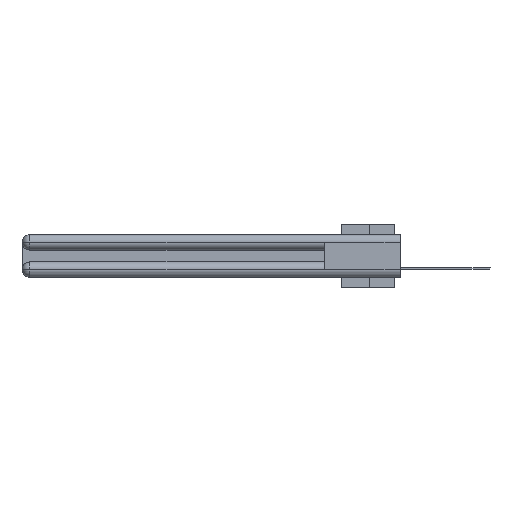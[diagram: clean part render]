
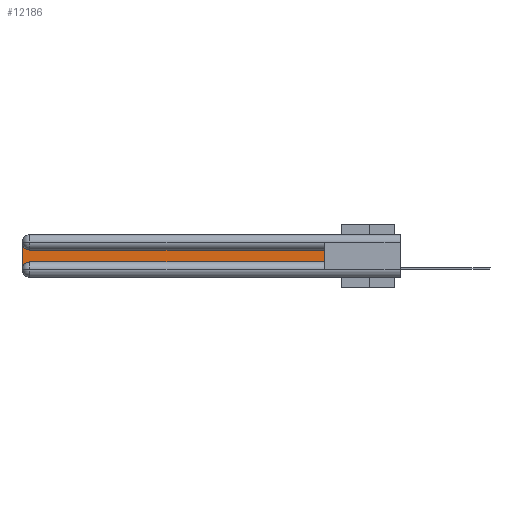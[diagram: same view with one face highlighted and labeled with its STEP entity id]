
A CAD part, left-side view. The second image highlights one B-rep face of the part: STEP entity #12186.
In plain terms, the highlighted planar face has unit normal (-1, 0, 0).
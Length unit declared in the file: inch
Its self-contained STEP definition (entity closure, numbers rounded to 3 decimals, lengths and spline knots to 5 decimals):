
#222 = EDGE_CURVE ( 'NONE', #3334, #12135, #25565, .T. ) ;
#577 = ORIENTED_EDGE ( 'NONE', *, *, #20710, .T. ) ;
#1081 = DIRECTION ( 'NONE',  ( 0., 0., -1. ) ) ;
#1401 = PLANE ( 'NONE',  #16258 ) ;
#1691 = VERTEX_POINT ( 'NONE', #27235 ) ;
#2868 = CARTESIAN_POINT ( 'NONE',  ( 0.075, 3., -0.2775 ) ) ;
#3334 = VERTEX_POINT ( 'NONE', #18210 ) ;
#3762 = VECTOR ( 'NONE', #13750, 39.37008 ) ;
#4650 = EDGE_CURVE ( 'NONE', #12135, #32563, #27999, .T. ) ;
#5042 = DIRECTION ( 'NONE',  ( 1., 0., 0. ) ) ;
#6176 = CIRCLE ( 'NONE', #18219, 0.06 ) ;
#6327 = CARTESIAN_POINT ( 'NONE',  ( 0.075, 2.94, -0.2775 ) ) ;
#7101 = LINE ( 'NONE', #32832, #24796 ) ;
#7687 = CARTESIAN_POINT ( 'NONE',  ( 0.075, 0.6, -0.1225 ) ) ;
#9783 = CARTESIAN_POINT ( 'NONE',  ( 0.075, 0.6, -0.1225 ) ) ;
#10399 = EDGE_CURVE ( 'NONE', #32563, #1691, #12609, .T. ) ;
#10417 = ORIENTED_EDGE ( 'NONE', *, *, #25615, .T. ) ;
#11297 = VECTOR ( 'NONE', #34178, 39.37008 ) ;
#11398 = ORIENTED_EDGE ( 'NONE', *, *, #4650, .T. ) ;
#12135 = VERTEX_POINT ( 'NONE', #29228 ) ;
#12186 = ADVANCED_FACE ( 'NONE', ( #15334 ), #1401, .F. ) ;
#12609 = LINE ( 'NONE', #7687, #25181 ) ;
#12886 = DIRECTION ( 'NONE',  ( 1., 0., 0. ) ) ;
#13750 = DIRECTION ( 'NONE',  ( 0., 0., 1. ) ) ;
#14559 = CARTESIAN_POINT ( 'NONE',  ( 0.075, 3., -0.0625 ) ) ;
#15334 = FACE_OUTER_BOUND ( 'NONE', #17856, .T. ) ;
#15735 = DIRECTION ( 'NONE',  ( 1., 0., 0. ) ) ;
#15824 = CARTESIAN_POINT ( 'NONE',  ( 0.075, 0.6, -0.2175 ) ) ;
#16258 = AXIS2_PLACEMENT_3D ( 'NONE', #35212, #12886, #35029 ) ;
#17823 = DIRECTION ( 'NONE',  ( 0., 0., -1. ) ) ;
#17834 = CIRCLE ( 'NONE', #27409, 0.06 ) ;
#17856 = EDGE_LOOP ( 'NONE', ( #32846, #10417, #577, #18256, #23492, #11398 ) ) ;
#18210 = CARTESIAN_POINT ( 'NONE',  ( 0.075, 2.94, -0.2175 ) ) ;
#18219 = AXIS2_PLACEMENT_3D ( 'NONE', #6327, #15735, #17823 ) ;
#18256 = ORIENTED_EDGE ( 'NONE', *, *, #30502, .T. ) ;
#20117 = CARTESIAN_POINT ( 'NONE',  ( 0.075, 0.6, -0.2175 ) ) ;
#20710 = EDGE_CURVE ( 'NONE', #36450, #24934, #7101, .T. ) ;
#23492 = ORIENTED_EDGE ( 'NONE', *, *, #222, .T. ) ;
#24603 = CARTESIAN_POINT ( 'NONE',  ( 0.075, 2.94, -0.0625 ) ) ;
#24796 = VECTOR ( 'NONE', #1081, 39.37008 ) ;
#24934 = VERTEX_POINT ( 'NONE', #2868 ) ;
#25181 = VECTOR ( 'NONE', #30602, 39.37008 ) ;
#25565 = LINE ( 'NONE', #20117, #11297 ) ;
#25615 = EDGE_CURVE ( 'NONE', #1691, #36450, #17834, .T. ) ;
#27235 = CARTESIAN_POINT ( 'NONE',  ( 0.075, 2.94, -0.1225 ) ) ;
#27409 = AXIS2_PLACEMENT_3D ( 'NONE', #24603, #5042, #36421 ) ;
#27999 = LINE ( 'NONE', #15824, #3762 ) ;
#29228 = CARTESIAN_POINT ( 'NONE',  ( 0.075, 0.6, -0.2175 ) ) ;
#30502 = EDGE_CURVE ( 'NONE', #24934, #3334, #6176, .T. ) ;
#30602 = DIRECTION ( 'NONE',  ( 0., 1., 0. ) ) ;
#32563 = VERTEX_POINT ( 'NONE', #9783 ) ;
#32832 = CARTESIAN_POINT ( 'NONE',  ( 0.075, 3., -0.2175 ) ) ;
#32846 = ORIENTED_EDGE ( 'NONE', *, *, #10399, .T. ) ;
#34178 = DIRECTION ( 'NONE',  ( 0., -1., 0. ) ) ;
#35029 = DIRECTION ( 'NONE',  ( 0., 0., -1. ) ) ;
#35212 = CARTESIAN_POINT ( 'NONE',  ( 0.075, 3., -0.1225 ) ) ;
#36421 = DIRECTION ( 'NONE',  ( 0., 0., -1. ) ) ;
#36450 = VERTEX_POINT ( 'NONE', #14559 ) ;
